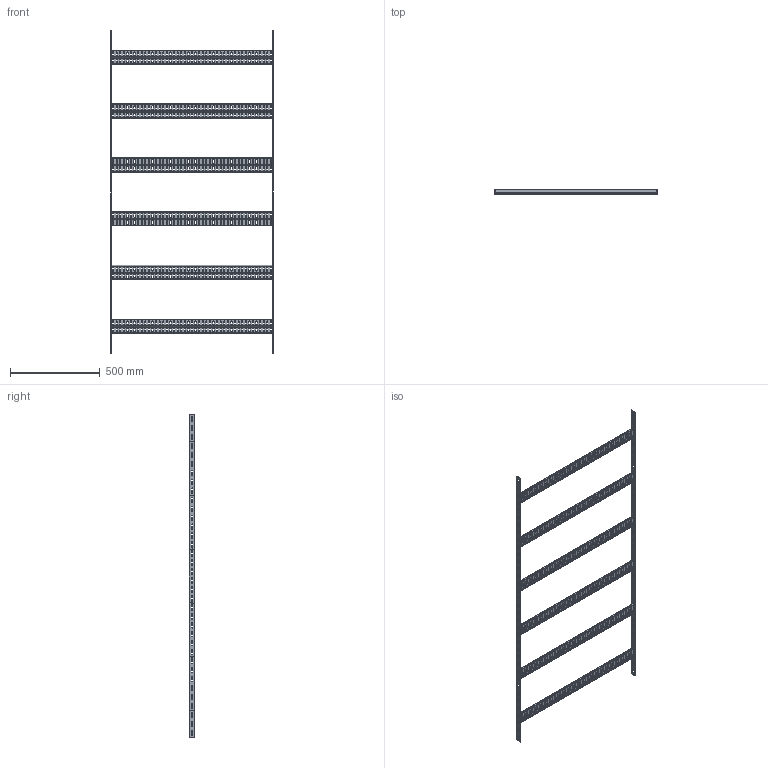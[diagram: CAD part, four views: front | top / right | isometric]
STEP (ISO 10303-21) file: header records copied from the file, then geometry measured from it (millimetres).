
FILE_DESCRIPTION((''),'2;1');
FILE_NAME('403090_ASM','2018-11-07T15:15:42',('tomasz.grudniewski'),(''),'CREO PARAMETRIC BY PTC INC, 2018260','CREO PARAMETRIC BY PTC INC, 2018260','');
FILE_SCHEMA(('CONFIG_CONTROL_DESIGN'));
Length unit declared in the file: millimetre
Products named in the file (3): DOZ_H30_2_3M_PRT; DOCZ_H30_1_900_PRT; 403090_ASM
Assembly tree (8 placements, depth 2):
  403090_ASM
    DOZ_H30_2_3M_PRT  x2
    DOCZ_H30_1_900_PRT  x6
Bounding box: 906 x 30 x 1800 mm (x, y, z)
Volume: 1380413.8 mm3; surface area: 1410473.4 mm2
Topology: 8 solids, 8 shells, 2696 faces, 7848 edges, 5168 vertices
Faces by surface type: plane 1416, cylinder 1280
Entity records: 19008 total; most frequent: DIRECTION 3266, CARTESIAN_POINT 3239, ORIENTED_EDGE 3224, EDGE_CURVE 1612, AXIS2_PLACEMENT_3D 1091, VECTOR 1084, LINE 1084, VERTEX_POINT 1064
